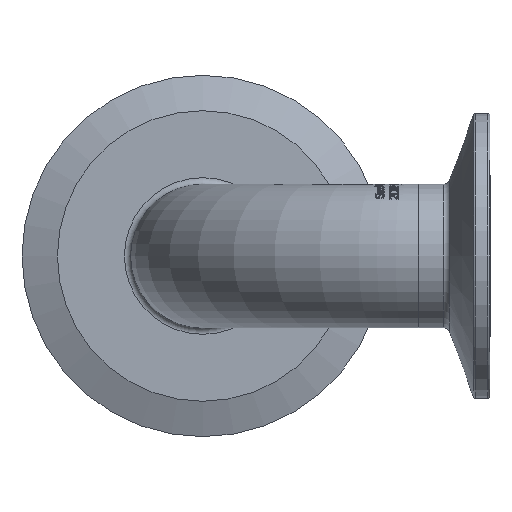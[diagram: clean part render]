
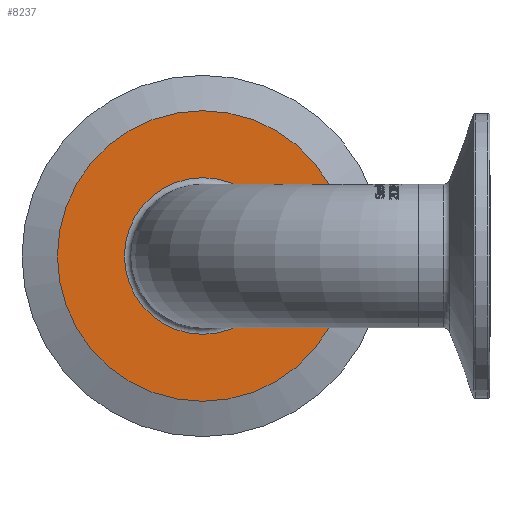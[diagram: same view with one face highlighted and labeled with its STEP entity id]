
A CAD part, left-side view. The second image highlights one B-rep face of the part: STEP entity #8237.
In plain terms, the highlighted planar face has unit normal (-1, 0, 0).
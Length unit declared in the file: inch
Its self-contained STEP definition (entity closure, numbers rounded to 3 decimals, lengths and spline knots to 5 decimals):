
#93=CIRCLE('',#8583,0.545);
#98=CIRCLE('',#8588,0.545);
#102=CIRCLE('',#8594,1.01133);
#103=CIRCLE('',#8595,1.01133);
#177=FACE_BOUND('',#2292,.T.);
#1350=PLANE('',#8593);
#1794=FACE_OUTER_BOUND('',#2291,.T.);
#2291=EDGE_LOOP('',(#7616,#7617));
#2292=EDGE_LOOP('',(#7618,#7619));
#3884=VERTEX_POINT('',#18803);
#3885=VERTEX_POINT('',#18804);
#3892=VERTEX_POINT('',#18823);
#3893=VERTEX_POINT('',#18824);
#5132=EDGE_CURVE('',#3884,#3885,#93,.T.);
#5137=EDGE_CURVE('',#3885,#3884,#98,.T.);
#5142=EDGE_CURVE('',#3892,#3893,#102,.T.);
#5143=EDGE_CURVE('',#3893,#3892,#103,.T.);
#7616=ORIENTED_EDGE('',*,*,#5142,.T.);
#7617=ORIENTED_EDGE('',*,*,#5143,.T.);
#7618=ORIENTED_EDGE('',*,*,#5132,.F.);
#7619=ORIENTED_EDGE('',*,*,#5137,.F.);
#8237=ADVANCED_FACE('',(#1794,#177),#1350,.T.);
#8583=AXIS2_PLACEMENT_3D('',#18805,#9652,#9653);
#8588=AXIS2_PLACEMENT_3D('',#18813,#9662,#9663);
#8593=AXIS2_PLACEMENT_3D('',#18822,#9673,#9674);
#8594=AXIS2_PLACEMENT_3D('',#18825,#9675,#9676);
#8595=AXIS2_PLACEMENT_3D('',#18826,#9677,#9678);
#9652=DIRECTION('center_axis',(-1.,0.,0.));
#9653=DIRECTION('ref_axis',(0.,-1.,0.));
#9662=DIRECTION('center_axis',(-1.,0.,0.));
#9663=DIRECTION('ref_axis',(0.,-1.,0.));
#9673=DIRECTION('center_axis',(-1.,0.,0.));
#9674=DIRECTION('ref_axis',(0.,0.,
1.));
#9675=DIRECTION('center_axis',(-1.,0.,0.));
#9676=DIRECTION('ref_axis',(0.,1.,0.));
#9677=DIRECTION('center_axis',(-1.,0.,0.));
#9678=DIRECTION('ref_axis',(0.,1.,0.));
#18803=CARTESIAN_POINT('',(1.797,2.045,0.));
#18804=CARTESIAN_POINT('',(1.797,1.5,-0.545));
#18805=CARTESIAN_POINT('Origin',(1.797,1.5,0.));
#18813=CARTESIAN_POINT('Origin',(1.797,1.5,0.));
#18822=CARTESIAN_POINT('Origin',(1.797,2.25567,0.));
#18823=CARTESIAN_POINT('',(1.797,2.51133,0.));
#18824=CARTESIAN_POINT('',(1.797,0.48867,0.));
#18825=CARTESIAN_POINT('Origin',(1.797,1.5,0.));
#18826=CARTESIAN_POINT('Origin',(1.797,1.5,0.));
